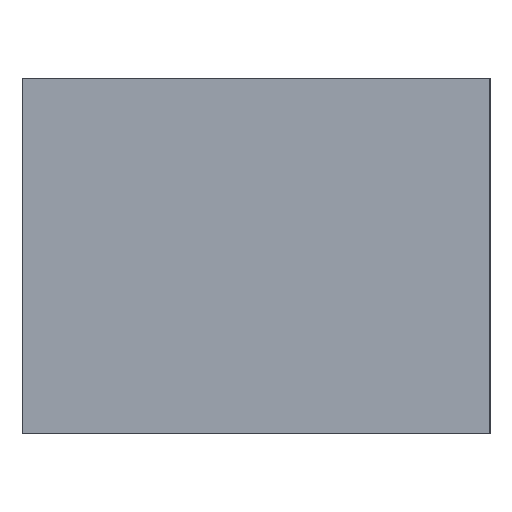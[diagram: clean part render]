
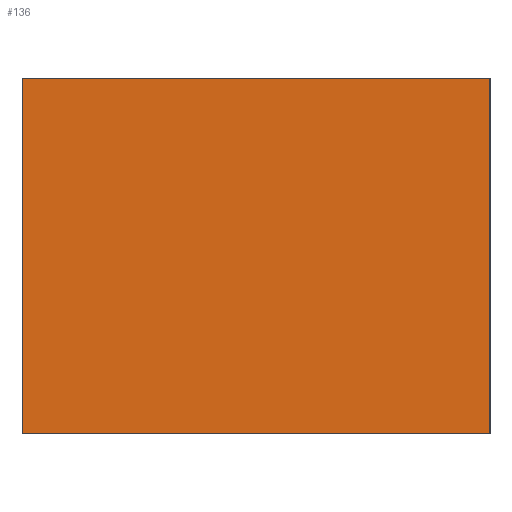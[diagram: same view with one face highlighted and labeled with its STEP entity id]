
A CAD part, left-side view. The second image highlights one B-rep face of the part: STEP entity #136.
In plain terms, the highlighted planar face has unit normal (-1, 0, 0).
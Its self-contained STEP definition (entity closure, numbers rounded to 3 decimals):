
#62 = VERTEX_POINT('',#63);
#63 = CARTESIAN_POINT('',(-1.,-0.625,0.95));
#71 = VERTEX_POINT('',#72);
#72 = CARTESIAN_POINT('',(-1.,0.625,0.95));
#78 = EDGE_CURVE('',#71,#62,#79,.T.);
#79 = LINE('',#80,#81);
#80 = CARTESIAN_POINT('',(-1.,-0.625,0.95));
#81 = VECTOR('',#82,1.);
#82 = DIRECTION('',(0.,-1.,0.));
#94 = VERTEX_POINT('',#95);
#95 = CARTESIAN_POINT('',(-1.,-0.625,0.));
#101 = EDGE_CURVE('',#102,#94,#104,.T.);
#102 = VERTEX_POINT('',#103);
#103 = CARTESIAN_POINT('',(-1.,0.625,0.));
#104 = LINE('',#105,#106);
#105 = CARTESIAN_POINT('',(-1.,-0.625,0.));
#106 = VECTOR('',#107,1.);
#107 = DIRECTION('',(0.,-1.,0.));
#125 = EDGE_CURVE('',#62,#94,#126,.T.);
#126 = LINE('',#127,#128);
#127 = CARTESIAN_POINT('',(-1.,-0.625,0.95));
#128 = VECTOR('',#129,1.);
#129 = DIRECTION('',(0.,0.,-1.));
#136 = ADVANCED_FACE('',(#137),#148,.F.);
#137 = FACE_BOUND('',#138,.T.);
#138 = EDGE_LOOP('',(#139,#140,#141,#142));
#139 = ORIENTED_EDGE('',*,*,#101,.T.);
#140 = ORIENTED_EDGE('',*,*,#125,.F.);
#141 = ORIENTED_EDGE('',*,*,#78,.F.);
#142 = ORIENTED_EDGE('',*,*,#143,.T.);
#143 = EDGE_CURVE('',#71,#102,#144,.T.);
#144 = LINE('',#145,#146);
#145 = CARTESIAN_POINT('',(-1.,0.625,0.95));
#146 = VECTOR('',#147,1.);
#147 = DIRECTION('',(0.,0.,-1.));
#148 = PLANE('',#149);
#149 = AXIS2_PLACEMENT_3D('',#150,#151,#152);
#150 = CARTESIAN_POINT('',(-1.,-0.625,0.95));
#151 = DIRECTION('',(1.,0.,0.));
#152 = DIRECTION('',(0.,1.,0.));
